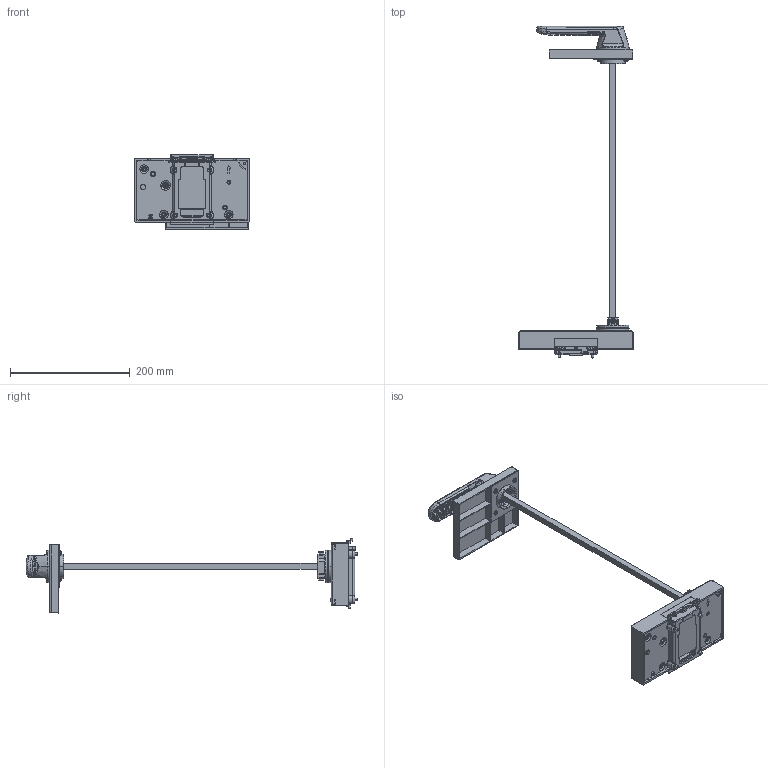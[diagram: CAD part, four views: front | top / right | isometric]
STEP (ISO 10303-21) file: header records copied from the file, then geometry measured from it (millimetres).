
FILE_DESCRIPTION((''),'2;1');
FILE_NAME('1SDH002065A1476_IGES','2022-05-19T11:39:44',('ITMADEL7'),(''),'CREO PARAMETRIC BY PTC INC, 2019030','CREO PARAMETRIC BY PTC INC, 2019030','');
FILE_SCHEMA(('AUTOMOTIVE_DESIGN { 1 0 10303 214 1 1 1 1 }'));
Products named in the file (1): 1SDH002065A1476_IGES
Bounding box: 191.06 x 554.61 x 123.65 mm (x, y, z)
Volume: 404.4 mm3; surface area: 208462.2 mm2
Topology: 146 solids, 147 shells, 6724 faces, 17430 edges, 11053 vertices
Faces by surface type: plane 5273, cylinder 758, torus 330, cone 123, bspline 118, sphere 61, extrusion 60, revolution 1
Entity records: 236721 total; most frequent: CARTESIAN_POINT 74356, ORIENTED_EDGE 34728, DIRECTION 31180, EDGE_CURVE 17370, VECTOR 13559, LINE 13499, VERTEX_POINT 11053, AXIS2_PLACEMENT_3D 8810
